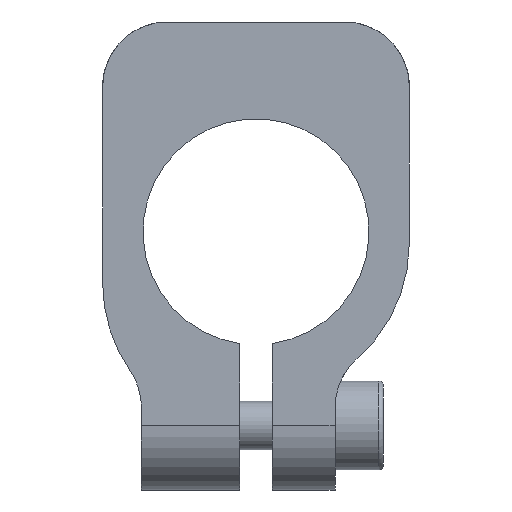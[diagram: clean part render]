
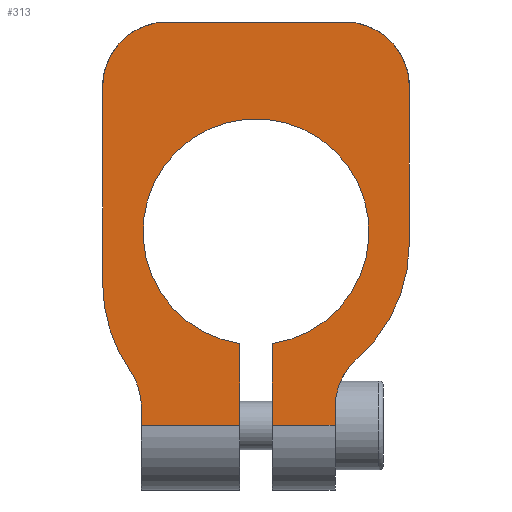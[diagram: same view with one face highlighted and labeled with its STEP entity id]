
A CAD part, front view. The second image highlights one B-rep face of the part: STEP entity #313.
In plain terms, the highlighted planar face has unit normal (0, -1, 0).
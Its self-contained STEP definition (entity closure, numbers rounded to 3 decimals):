
#313=ADVANCED_FACE('',(#521),#522,.T.);
#521=FACE_OUTER_BOUND('',#710,.T.);
#522=PLANE('',#711);
#710=EDGE_LOOP('',(#1064,#1065,#1066,#1067,#1068,#1069,#1070,#1071,#1072,#1073,#1074,#1075,#1076,#1077,#1078,#1079));
#711=AXIS2_PLACEMENT_3D('',#1080,#1081,#1082);
#1064=ORIENTED_EDGE('',*,*,#1334,.F.);
#1065=ORIENTED_EDGE('',*,*,#1307,.T.);
#1066=ORIENTED_EDGE('',*,*,#1324,.T.);
#1067=ORIENTED_EDGE('',*,*,#1329,.T.);
#1068=ORIENTED_EDGE('',*,*,#1263,.T.);
#1069=ORIENTED_EDGE('',*,*,#1347,.T.);
#1070=ORIENTED_EDGE('',*,*,#1348,.T.);
#1071=ORIENTED_EDGE('',*,*,#1349,.T.);
#1072=ORIENTED_EDGE('',*,*,#1301,.T.);
#1073=ORIENTED_EDGE('',*,*,#1350,.T.);
#1074=ORIENTED_EDGE('',*,*,#1280,.T.);
#1075=ORIENTED_EDGE('',*,*,#1270,.T.);
#1076=ORIENTED_EDGE('',*,*,#1277,.T.);
#1077=ORIENTED_EDGE('',*,*,#1315,.T.);
#1078=ORIENTED_EDGE('',*,*,#1351,.F.);
#1079=ORIENTED_EDGE('',*,*,#1352,.F.);
#1080=CARTESIAN_POINT('',(0.0,0.0,0.0));
#1081=DIRECTION('',(0.0,-1.0,0.0));
#1082=DIRECTION('',(1.0,0.0,0.0));
#1263=EDGE_CURVE('',#1466,#1467,#1468,.T.);
#1270=EDGE_CURVE('',#1479,#1477,#1480,.F.);
#1277=EDGE_CURVE('',#1477,#1489,#1491,.T.);
#1280=EDGE_CURVE('',#1495,#1479,#1496,.T.);
#1301=EDGE_CURVE('',#1533,#1531,#1534,.T.);
#1307=EDGE_CURVE('',#1538,#1542,#1544,.T.);
#1315=EDGE_CURVE('',#1489,#1554,#1556,.T.);
#1324=EDGE_CURVE('',#1542,#1569,#1571,.T.);
#1329=EDGE_CURVE('',#1569,#1466,#1576,.F.);
#1334=EDGE_CURVE('',#1538,#1582,#1583,.T.);
#1347=EDGE_CURVE('',#1467,#1600,#1601,.T.);
#1348=EDGE_CURVE('',#1600,#1602,#1603,.T.);
#1349=EDGE_CURVE('',#1602,#1533,#1604,.T.);
#1350=EDGE_CURVE('',#1531,#1495,#1605,.T.);
#1351=EDGE_CURVE('',#1606,#1554,#1607,.T.);
#1352=EDGE_CURVE('',#1582,#1606,#1608,.T.);
#1466=VERTEX_POINT('',#1764);
#1467=VERTEX_POINT('',#1765);
#1468=CIRCLE('',#1766,9.5);
#1477=VERTEX_POINT('',#1778);
#1479=VERTEX_POINT('',#1781);
#1480=CIRCLE('',#1782,4.0);
#1489=VERTEX_POINT('',#1793);
#1491=LINE('',#1795,#1796);
#1495=VERTEX_POINT('',#1800);
#1496=CIRCLE('',#1801,9.5);
#1531=VERTEX_POINT('',#1872);
#1533=VERTEX_POINT('',#1875);
#1534=CIRCLE('',#1876,4.0);
#1538=VERTEX_POINT('',#1881);
#1542=VERTEX_POINT('',#1886);
#1544=LINE('',#1888,#1889);
#1554=VERTEX_POINT('',#1901);
#1556=LINE('',#1903,#1904);
#1569=VERTEX_POINT('',#1919);
#1571=LINE('',#1922,#1923);
#1576=CIRCLE('',#1956,4.0);
#1582=VERTEX_POINT('',#1962);
#1583=LINE('',#1963,#1964);
#1600=VERTEX_POINT('',#1987);
#1601=LINE('',#1988,#1989);
#1602=VERTEX_POINT('',#1990);
#1603=CIRCLE('',#1991,4.0);
#1604=LINE('',#1992,#1993);
#1605=LINE('',#1994,#1995);
#1606=VERTEX_POINT('',#1996);
#1607=LINE('',#1997,#1998);
#1608=CIRCLE('',#1999,7.0);
#1764=CARTESIAN_POINT('',(6.263,0.0,-7.867));
#1765=CARTESIAN_POINT('',(9.5,0.0,-0.723));
#1766=AXIS2_PLACEMENT_3D('',#2108,#2109,#2110);
#1778=CARTESIAN_POINT('',(-7.1,0.0,-10.874));
#1781=CARTESIAN_POINT('',(-7.811,0.0,-8.598));
#1782=AXIS2_PLACEMENT_3D('',#2118,#2119,#2120);
#1793=CARTESIAN_POINT('',(-7.1,0.0,-12.0));
#1795=CARTESIAN_POINT('',(-7.1,0.0,-11.5));
#1796=VECTOR('',#2132,1.0);
#1800=CARTESIAN_POINT('',(-9.5,0.0,-3.191));
#1801=AXIS2_PLACEMENT_3D('',#2136,#2137,#2138);
#1872=CARTESIAN_POINT('',(-9.5,0.0,9.0));
#1875=CARTESIAN_POINT('',(-5.5,0.0,13.0));
#1876=AXIS2_PLACEMENT_3D('',#2160,#2161,#2162);
#1881=CARTESIAN_POINT('',(1.0,0.0,-12.0));
#1886=CARTESIAN_POINT('',(4.9,0.0,-12.0));
#1888=CARTESIAN_POINT('',(4.0,0.0,-12.0));
#1889=VECTOR('',#2171,1.0);
#1901=CARTESIAN_POINT('',(-1.0,0.0,-12.0));
#1903=CARTESIAN_POINT('',(-1.0,0.0,-12.0));
#1904=VECTOR('',#2183,1.0);
#1919=CARTESIAN_POINT('',(4.9,0.0,-10.874));
#1922=CARTESIAN_POINT('',(4.9,0.0,-11.5));
#1923=VECTOR('',#2196,1.0);
#1956=AXIS2_PLACEMENT_3D('',#2201,#2202,#2203);
#1962=CARTESIAN_POINT('',(1.0,0.0,-6.928));
#1963=CARTESIAN_POINT('',(1.0,0.0,0.));
#1964=VECTOR('',#2207,1.0);
#1987=CARTESIAN_POINT('',(9.5,0.0,9.0));
#1988=CARTESIAN_POINT('',(9.5,0.0,6.5));
#1989=VECTOR('',#2220,1.0);
#1990=CARTESIAN_POINT('',(5.5,0.0,13.0));
#1991=AXIS2_PLACEMENT_3D('',#2221,#2222,#2223);
#1992=CARTESIAN_POINT('',(0.0,0.0,13.0));
#1993=VECTOR('',#2224,1.0);
#1994=CARTESIAN_POINT('',(-9.5,0.0,6.5));
#1995=VECTOR('',#2225,1.0);
#1996=CARTESIAN_POINT('',(-1.0,0.0,-6.928));
#1997=CARTESIAN_POINT('',(-1.0,0.0,0.));
#1998=VECTOR('',#2226,1.0);
#1999=AXIS2_PLACEMENT_3D('',#2227,#2228,#2229);
#2108=CARTESIAN_POINT('',(0.,0.0,-0.723));
#2109=DIRECTION('',(0.0,-1.0,0.0));
#2110=DIRECTION('',(0.0,0.0,-1.0));
#2118=CARTESIAN_POINT('',(-11.1,0.0,-10.874));
#2119=DIRECTION('',(0.0,-1.0,0.0));
#2120=DIRECTION('',(0.0,0.0,-1.0));
#2132=DIRECTION('',(0.,0.0,-1.0));
#2136=CARTESIAN_POINT('',(0.,0.0,-3.191));
#2137=DIRECTION('',(0.0,-1.0,0.0));
#2138=DIRECTION('',(0.0,0.0,-1.0));
#2160=CARTESIAN_POINT('',(-5.5,0.0,9.0));
#2161=DIRECTION('',(0.0,-1.0,0.0));
#2162=DIRECTION('',(0.0,0.0,-1.0));
#2171=DIRECTION('',(1.0,0.0,0.0));
#2183=DIRECTION('',(1.0,0.0,0.0));
#2196=DIRECTION('',(0.,0.0,1.0));
#2201=CARTESIAN_POINT('',(8.9,0.0,-10.874));
#2202=DIRECTION('',(0.0,-1.0,0.0));
#2203=DIRECTION('',(0.0,0.0,-1.0));
#2207=DIRECTION('',(0.,0.0,1.0));
#2220=DIRECTION('',(0.,0.0,1.0));
#2221=CARTESIAN_POINT('',(5.5,0.0,9.0));
#2222=DIRECTION('',(0.0,-1.0,0.0));
#2223=DIRECTION('',(0.0,0.0,-1.0));
#2224=DIRECTION('',(-1.0,0.0,0.0));
#2225=DIRECTION('',(0.,0.0,-1.0));
#2226=DIRECTION('',(0.,0.0,-1.0));
#2227=CARTESIAN_POINT('',(0.0,0.0,0.0));
#2228=DIRECTION('',(0.0,-1.0,0.0));
#2229=DIRECTION('',(1.0,0.0,0.0));
